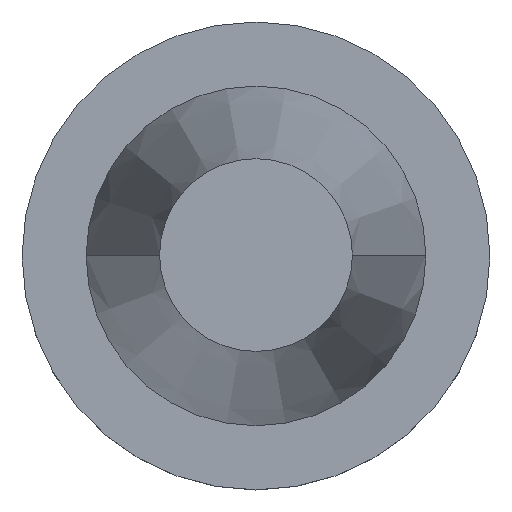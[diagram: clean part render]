
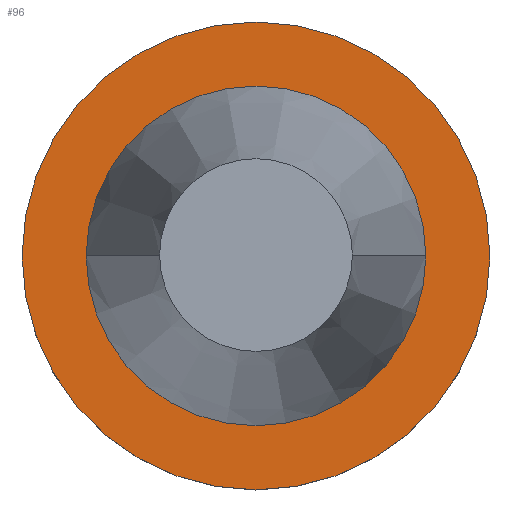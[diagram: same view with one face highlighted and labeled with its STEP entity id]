
A CAD part, top view. The second image highlights one B-rep face of the part: STEP entity #96.
In plain terms, the highlighted planar face has unit normal (0, 0, 1).
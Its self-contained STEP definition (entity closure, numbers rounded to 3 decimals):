
#52=FACE_BOUND('',#158,.T.);
#53=FACE_BOUND('',#159,.T.);
#96=ADVANCED_FACE('',(#52,#53),#120,.F.);
#120=PLANE('',#594);
#158=EDGE_LOOP('',(#329));
#159=EDGE_LOOP('',(#330,#331));
#329=ORIENTED_EDGE('',*,*,#469,.F.);
#330=ORIENTED_EDGE('',*,*,#470,.T.);
#331=ORIENTED_EDGE('',*,*,#471,.T.);
#405=VERTEX_POINT('',#960);
#406=VERTEX_POINT('',#962);
#407=VERTEX_POINT('',#963);
#469=EDGE_CURVE('',#405,#405,#511,.T.);
#470=EDGE_CURVE('',#406,#407,#512,.T.);
#471=EDGE_CURVE('',#407,#406,#513,.T.);
#511=CIRCLE('',#591,48.75);
#512=CIRCLE('',#592,35.392);
#513=CIRCLE('',#593,35.392);
#591=AXIS2_PLACEMENT_3D('',#959,#730,#731);
#592=AXIS2_PLACEMENT_3D('',#961,#732,#733);
#593=AXIS2_PLACEMENT_3D('',#964,#734,#735);
#594=AXIS2_PLACEMENT_3D('',#965,#736,#737);
#730=DIRECTION('',(0.,0.,-1.));
#731=DIRECTION('',(-1.,0.,0.));
#732=DIRECTION('',(0.,0.,-1.));
#733=DIRECTION('',(-1.,0.,0.));
#734=DIRECTION('',(0.,0.,-1.));
#735=DIRECTION('',(-1.,0.,0.));
#736=DIRECTION('',(0.,0.,-1.));
#737=DIRECTION('',(-1.,0.,0.));
#959=CARTESIAN_POINT('',(-0.012,0.,-3.2));
#960=CARTESIAN_POINT('',(-48.762,0.,-3.2));
#961=CARTESIAN_POINT('',(-0.012,0.,-3.2));
#962=CARTESIAN_POINT('',(-35.403,0.,-3.2));
#963=CARTESIAN_POINT('',(35.38,0.,-3.2));
#964=CARTESIAN_POINT('',(-0.012,0.,-3.2));
#965=CARTESIAN_POINT('',(-0.012,-35.392,-3.2));
